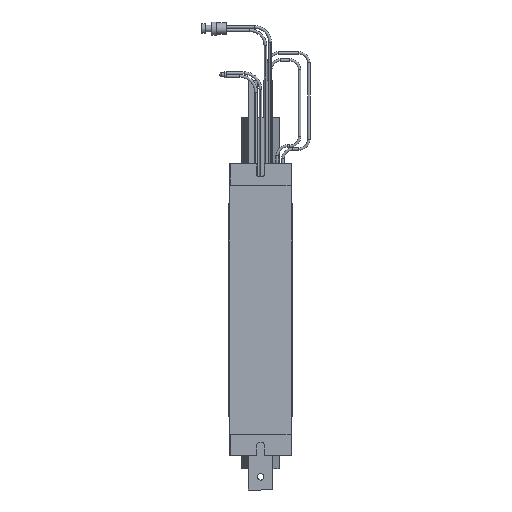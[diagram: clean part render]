
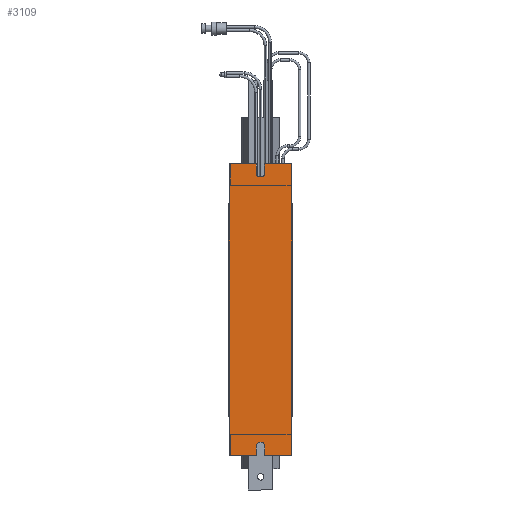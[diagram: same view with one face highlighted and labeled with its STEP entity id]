
A CAD part, front view. The second image highlights one B-rep face of the part: STEP entity #3109.
In plain terms, the highlighted planar face has unit normal (0, -1, 0).
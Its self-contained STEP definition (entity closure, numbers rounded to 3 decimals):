
#107 = EDGE_CURVE ( 'NONE', #3421, #9146, #1498, .T. ) ;
#201 = CARTESIAN_POINT ( 'NONE',  ( -19., 0., -89. ) ) ;
#204 = CARTESIAN_POINT ( 'NONE',  ( 0., 0., 0. ) ) ;
#302 = DIRECTION ( 'NONE',  ( -1., 0., 0. ) ) ;
#315 = DIRECTION ( 'NONE',  ( 0., 0., 1. ) ) ;
#325 = CIRCLE ( 'NONE', #2521, 1.9 ) ;
#480 = VERTEX_POINT ( 'NONE', #3362 ) ;
#495 = DIRECTION ( 'NONE',  ( 0., 0., -1. ) ) ;
#575 = VECTOR ( 'NONE', #302, 1000. ) ;
#640 = LINE ( 'NONE', #8737, #4012 ) ;
#719 = EDGE_CURVE ( 'NONE', #11163, #10900, #1964, .T. ) ;
#806 = LINE ( 'NONE', #850, #5792 ) ;
#850 = CARTESIAN_POINT ( 'NONE',  ( 0., 0., 81. ) ) ;
#982 = EDGE_CURVE ( 'NONE', #8980, #4212, #8195, .T. ) ;
#1082 = EDGE_CURVE ( 'NONE', #6799, #7905, #10104, .T. ) ;
#1139 = EDGE_CURVE ( 'NONE', #2059, #8279, #5045, .T. ) ;
#1407 = VECTOR ( 'NONE', #11038, 1000. ) ;
#1498 = LINE ( 'NONE', #3754, #4224 ) ;
#1506 = EDGE_CURVE ( 'NONE', #4729, #5181, #325, .T. ) ;
#1585 = DIRECTION ( 'NONE',  ( 0., -1., 0. ) ) ;
#1964 = LINE ( 'NONE', #6981, #10934 ) ;
#1988 = PLANE ( 'NONE',  #6575 ) ;
#2028 = VECTOR ( 'NONE', #3179, 1000. ) ;
#2029 = EDGE_CURVE ( 'NONE', #8279, #11243, #10461, .T. ) ;
#2059 = VERTEX_POINT ( 'NONE', #2830 ) ;
#2180 = CARTESIAN_POINT ( 'NONE',  ( 2.5, 0., 82.9 ) ) ;
#2197 = ORIENTED_EDGE ( 'NONE', *, *, #1139, .F. ) ;
#2268 = CARTESIAN_POINT ( 'NONE',  ( -19., 0., 89. ) ) ;
#2338 = VECTOR ( 'NONE', #6085, 1000. ) ;
#2521 = AXIS2_PLACEMENT_3D ( 'NONE', #4115, #8663, #5161 ) ;
#2683 = AXIS2_PLACEMENT_3D ( 'NONE', #10964, #4854, #6579 ) ;
#2707 = LINE ( 'NONE', #8969, #10845 ) ;
#2734 = CARTESIAN_POINT ( 'NONE',  ( 2.5, 0., -89. ) ) ;
#2750 = ORIENTED_EDGE ( 'NONE', *, *, #8550, .F. ) ;
#2755 = LINE ( 'NONE', #3354, #2338 ) ;
#2768 = DIRECTION ( 'NONE',  ( 0., -1., 0. ) ) ;
#2830 = CARTESIAN_POINT ( 'NONE',  ( 2.5, 0., -83. ) ) ;
#2842 = FACE_OUTER_BOUND ( 'NONE', #7013, .T. ) ;
#3104 = DIRECTION ( 'NONE',  ( 0., -1., 0. ) ) ;
#3109 = ADVANCED_FACE ( 'NONE', ( #2842 ), #1988, .T. ) ;
#3179 = DIRECTION ( 'NONE',  ( 0., 0., 1. ) ) ;
#3274 = CARTESIAN_POINT ( 'NONE',  ( -0.5, 0., -81. ) ) ;
#3290 = VECTOR ( 'NONE', #315, 1000. ) ;
#3354 = CARTESIAN_POINT ( 'NONE',  ( -19., 0., 89. ) ) ;
#3356 = ORIENTED_EDGE ( 'NONE', *, *, #8987, .F. ) ;
#3362 = CARTESIAN_POINT ( 'NONE',  ( -2.5, 0., 82.9 ) ) ;
#3421 = VERTEX_POINT ( 'NONE', #8040 ) ;
#3430 = ORIENTED_EDGE ( 'NONE', *, *, #1506, .F. ) ;
#3438 = CARTESIAN_POINT ( 'NONE',  ( -2.5, 0., 89. ) ) ;
#3535 = ORIENTED_EDGE ( 'NONE', *, *, #10668, .F. ) ;
#3754 = CARTESIAN_POINT ( 'NONE',  ( -19., 0., 89. ) ) ;
#3765 = DIRECTION ( 'NONE',  ( 0., 0., -1. ) ) ;
#4012 = VECTOR ( 'NONE', #4265, 1000. ) ;
#4057 = CARTESIAN_POINT ( 'NONE',  ( -2.5, 0., -83. ) ) ;
#4061 = CARTESIAN_POINT ( 'NONE',  ( 19., 0., 89. ) ) ;
#4115 = CARTESIAN_POINT ( 'NONE',  ( 0.6, 0., 82.9 ) ) ;
#4212 = VERTEX_POINT ( 'NONE', #5346 ) ;
#4224 = VECTOR ( 'NONE', #8142, 1000. ) ;
#4265 = DIRECTION ( 'NONE',  ( 0., 0., -1. ) ) ;
#4401 = EDGE_CURVE ( 'NONE', #9146, #480, #2707, .T. ) ;
#4657 = CARTESIAN_POINT ( 'NONE',  ( 2.5, 0., 0. ) ) ;
#4684 = EDGE_CURVE ( 'NONE', #480, #9519, #7043, .T. ) ;
#4729 = VERTEX_POINT ( 'NONE', #8341 ) ;
#4733 = CIRCLE ( 'NONE', #6853, 2. ) ;
#4801 = CARTESIAN_POINT ( 'NONE',  ( 2.5, 0., 0. ) ) ;
#4854 = DIRECTION ( 'NONE',  ( 0., -1., 0. ) ) ;
#5045 = CIRCLE ( 'NONE', #10935, 2. ) ;
#5092 = DIRECTION ( 'NONE',  ( 0., 0., -1. ) ) ;
#5161 = DIRECTION ( 'NONE',  ( 0., 0., -1. ) ) ;
#5181 = VERTEX_POINT ( 'NONE', #2180 ) ;
#5346 = CARTESIAN_POINT ( 'NONE',  ( 19., 0., 89. ) ) ;
#5606 = ORIENTED_EDGE ( 'NONE', *, *, #6600, .F. ) ;
#5633 = EDGE_CURVE ( 'NONE', #10900, #3421, #2755, .T. ) ;
#5792 = VECTOR ( 'NONE', #9564, 1000. ) ;
#6017 = ORIENTED_EDGE ( 'NONE', *, *, #982, .F. ) ;
#6085 = DIRECTION ( 'NONE',  ( 0., 0., 1. ) ) ;
#6087 = LINE ( 'NONE', #4801, #2028 ) ;
#6575 = AXIS2_PLACEMENT_3D ( 'NONE', #204, #2768, #8911 ) ;
#6579 = DIRECTION ( 'NONE',  ( 0., 0., -1. ) ) ;
#6600 = EDGE_CURVE ( 'NONE', #7905, #2059, #6087, .T. ) ;
#6658 = ORIENTED_EDGE ( 'NONE', *, *, #4684, .F. ) ;
#6748 = DIRECTION ( 'NONE',  ( 0., 0., -1. ) ) ;
#6799 = VERTEX_POINT ( 'NONE', #9353 ) ;
#6801 = ORIENTED_EDGE ( 'NONE', *, *, #719, .F. ) ;
#6853 = AXIS2_PLACEMENT_3D ( 'NONE', #8520, #1585, #5092 ) ;
#6981 = CARTESIAN_POINT ( 'NONE',  ( -19., 0., -89. ) ) ;
#7013 = EDGE_LOOP ( 'NONE', ( #2750, #3356, #7530, #2197, #5606, #7964, #8918, #6017, #3535, #3430, #9184, #6658, #8708, #8824, #10401, #6801 ) ) ;
#7043 = CIRCLE ( 'NONE', #2683, 1.9 ) ;
#7083 = CARTESIAN_POINT ( 'NONE',  ( -0.6, 0., 81. ) ) ;
#7234 = VERTEX_POINT ( 'NONE', #4057 ) ;
#7412 = CARTESIAN_POINT ( 'NONE',  ( 0.5, 0., -83. ) ) ;
#7519 = CARTESIAN_POINT ( 'NONE',  ( -2.5, 0., -89. ) ) ;
#7530 = ORIENTED_EDGE ( 'NONE', *, *, #2029, .F. ) ;
#7827 = CARTESIAN_POINT ( 'NONE',  ( -19., 0., -89. ) ) ;
#7905 = VERTEX_POINT ( 'NONE', #2734 ) ;
#7964 = ORIENTED_EDGE ( 'NONE', *, *, #1082, .F. ) ;
#8040 = CARTESIAN_POINT ( 'NONE',  ( -19., 0., 89. ) ) ;
#8063 = DIRECTION ( 'NONE',  ( -1., 0., 0. ) ) ;
#8142 = DIRECTION ( 'NONE',  ( 1., 0., 0. ) ) ;
#8195 = LINE ( 'NONE', #2268, #1407 ) ;
#8279 = VERTEX_POINT ( 'NONE', #10451 ) ;
#8341 = CARTESIAN_POINT ( 'NONE',  ( 0.6, 0., 81. ) ) ;
#8456 = EDGE_CURVE ( 'NONE', #4212, #6799, #9586, .T. ) ;
#8520 = CARTESIAN_POINT ( 'NONE',  ( -0.5, 0., -83. ) ) ;
#8550 = EDGE_CURVE ( 'NONE', #7234, #11163, #640, .T. ) ;
#8663 = DIRECTION ( 'NONE',  ( 0., -1., 0. ) ) ;
#8708 = ORIENTED_EDGE ( 'NONE', *, *, #4401, .F. ) ;
#8737 = CARTESIAN_POINT ( 'NONE',  ( -2.5, 0., 0. ) ) ;
#8824 = ORIENTED_EDGE ( 'NONE', *, *, #107, .F. ) ;
#8911 = DIRECTION ( 'NONE',  ( 0., 0., -1. ) ) ;
#8918 = ORIENTED_EDGE ( 'NONE', *, *, #8456, .F. ) ;
#8969 = CARTESIAN_POINT ( 'NONE',  ( -2.5, 0., 0. ) ) ;
#8980 = VERTEX_POINT ( 'NONE', #10985 ) ;
#8987 = EDGE_CURVE ( 'NONE', #11243, #7234, #4733, .T. ) ;
#9078 = DIRECTION ( 'NONE',  ( -1., 0., 0. ) ) ;
#9145 = VECTOR ( 'NONE', #8063, 1000. ) ;
#9146 = VERTEX_POINT ( 'NONE', #3438 ) ;
#9184 = ORIENTED_EDGE ( 'NONE', *, *, #9335, .F. ) ;
#9335 = EDGE_CURVE ( 'NONE', #9519, #4729, #806, .T. ) ;
#9353 = CARTESIAN_POINT ( 'NONE',  ( 19., 0., -89. ) ) ;
#9519 = VERTEX_POINT ( 'NONE', #7083 ) ;
#9564 = DIRECTION ( 'NONE',  ( 1., 0., 0. ) ) ;
#9586 = LINE ( 'NONE', #4061, #11084 ) ;
#10104 = LINE ( 'NONE', #201, #9145 ) ;
#10401 = ORIENTED_EDGE ( 'NONE', *, *, #5633, .F. ) ;
#10451 = CARTESIAN_POINT ( 'NONE',  ( 0.5, 0., -81. ) ) ;
#10461 = LINE ( 'NONE', #10754, #575 ) ;
#10625 = LINE ( 'NONE', #4657, #3290 ) ;
#10668 = EDGE_CURVE ( 'NONE', #5181, #8980, #10625, .T. ) ;
#10754 = CARTESIAN_POINT ( 'NONE',  ( 0., 0., -81. ) ) ;
#10845 = VECTOR ( 'NONE', #3765, 1000. ) ;
#10900 = VERTEX_POINT ( 'NONE', #7827 ) ;
#10934 = VECTOR ( 'NONE', #9078, 1000. ) ;
#10935 = AXIS2_PLACEMENT_3D ( 'NONE', #7412, #3104, #495 ) ;
#10964 = CARTESIAN_POINT ( 'NONE',  ( -0.6, 0., 82.9 ) ) ;
#10985 = CARTESIAN_POINT ( 'NONE',  ( 2.5, 0., 89. ) ) ;
#11038 = DIRECTION ( 'NONE',  ( 1., 0., 0. ) ) ;
#11084 = VECTOR ( 'NONE', #6748, 1000. ) ;
#11163 = VERTEX_POINT ( 'NONE', #7519 ) ;
#11243 = VERTEX_POINT ( 'NONE', #3274 ) ;
